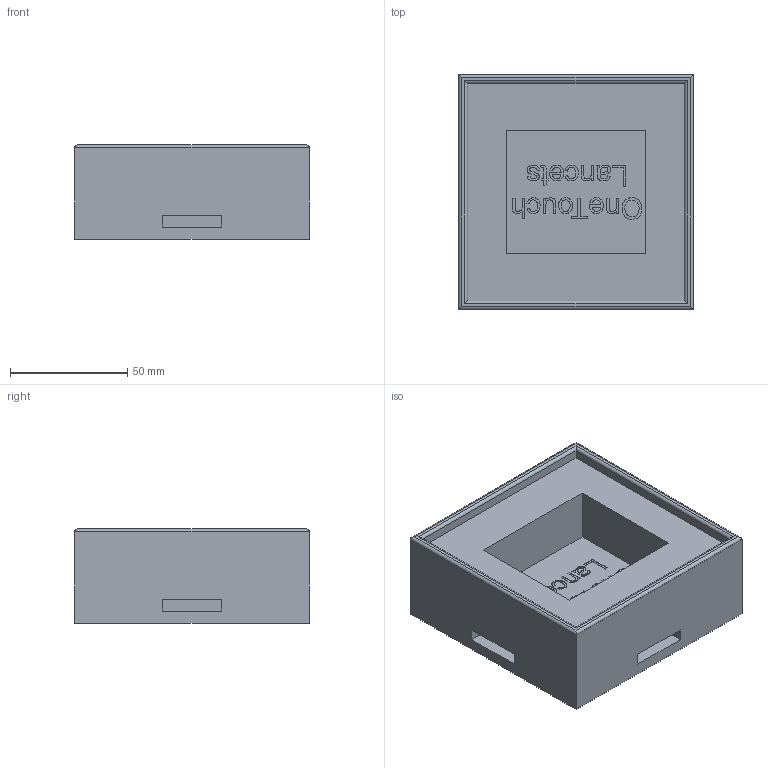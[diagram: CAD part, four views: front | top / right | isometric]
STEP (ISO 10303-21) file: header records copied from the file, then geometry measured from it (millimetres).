
FILE_DESCRIPTION(/* description */ (''),/* implementation_level */ '2;1');
FILE_NAME(/* name */ 'OneTouch Delica Plus Lancet Holder.step',/* time_stamp */ '2024-07-20T17:58:52-05:00',/* author */ (''),/* organization */ (''),/* preprocessor_version */ 'ST-DEVELOPER v20',/* originating_system */ 'Autodesk Translation Framework v13.14.0.145',/* authorisation */ '');
FILE_SCHEMA (('AUTOMOTIVE_DESIGN { 1 0 10303 214 3 1 1 }'));
Length unit declared in the file: inch
Products named in the file (1): OneTouch Delica Plus Lancet Holder
Bounding box: 100 x 100 x 40.08 mm (x, y, z)
Volume: 279486.3 mm3; surface area: 45830.6 mm2
Topology: 1 solids, 1 shells, 355 faces, 973 edges, 646 vertices
Faces by surface type: bspline 217, plane 130, cylinder 8
Entity records: 13216 total; most frequent: CARTESIAN_POINT 5664, ORIENTED_EDGE 1946, EDGE_CURVE 973, DIRECTION 825, VERTEX_POINT 646, LINE 531, VECTOR 531, B_SPLINE_CURVE_WITH_KNOTS 434
